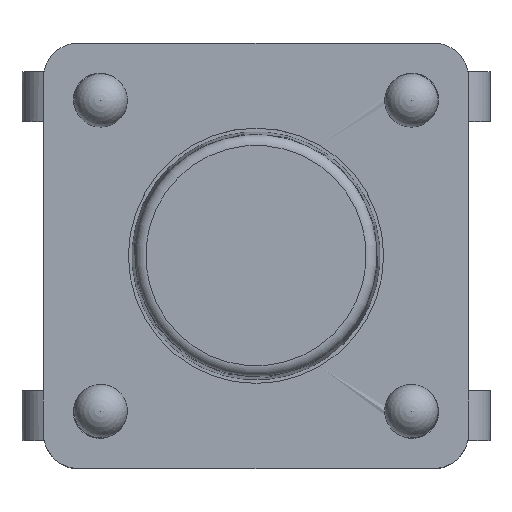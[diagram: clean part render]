
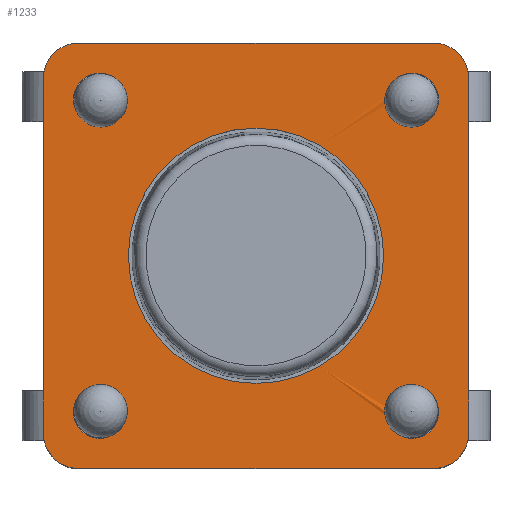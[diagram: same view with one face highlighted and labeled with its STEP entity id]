
A CAD part, top view. The second image highlights one B-rep face of the part: STEP entity #1233.
In plain terms, the highlighted planar face has unit normal (0, 0, 1).
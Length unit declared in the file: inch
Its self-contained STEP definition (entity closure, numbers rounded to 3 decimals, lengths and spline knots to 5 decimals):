
#926=CARTESIAN_POINT('',(-0.09686,-0.07598,0.12677));
#927=VERTEX_POINT('',#926);
#936=CARTESIAN_POINT('',(-0.07598,-0.09686,0.12677));
#937=VERTEX_POINT('',#936);
#938=CARTESIAN_POINT('',(-0.08661,-0.08661,0.12677));
#939=DIRECTION('',(0.0,0.0,-1.0));
#940=DIRECTION('',(-1.0,0.0,0.0));
#941=AXIS2_PLACEMENT_3D('',#938,#939,#940);
#942=CIRCLE('',#941,0.01476);
#943=EDGE_CURVE('',#937,#927,#942,.T.);
#968=CARTESIAN_POINT('',(0.09686,0.07598,0.12677));
#969=VERTEX_POINT('',#968);
#978=CARTESIAN_POINT('',(0.07598,0.09686,0.12677));
#979=VERTEX_POINT('',#978);
#980=CARTESIAN_POINT('',(0.08661,0.08661,0.12677));
#981=DIRECTION('',(0.0,0.0,-1.0));
#982=DIRECTION('',(-1.0,0.0,0.0));
#983=AXIS2_PLACEMENT_3D('',#980,#981,#982);
#984=CIRCLE('',#983,0.01476);
#985=EDGE_CURVE('',#979,#969,#984,.T.);
#1010=CARTESIAN_POINT('',(-0.07598,0.09686,0.12677));
#1011=VERTEX_POINT('',#1010);
#1020=CARTESIAN_POINT('',(-0.09686,0.07598,0.12677));
#1021=VERTEX_POINT('',#1020);
#1022=CARTESIAN_POINT('',(-0.08661,0.08661,0.12677));
#1023=DIRECTION('',(0.0,0.0,-1.0));
#1024=DIRECTION('',(-1.0,0.0,0.0));
#1025=AXIS2_PLACEMENT_3D('',#1022,#1023,#1024);
#1026=CIRCLE('',#1025,0.01476);
#1027=EDGE_CURVE('',#1021,#1011,#1026,.T.);
#1052=CARTESIAN_POINT('',(0.07598,-0.09686,0.12677));
#1053=VERTEX_POINT('',#1052);
#1062=CARTESIAN_POINT('',(0.09686,-0.07598,0.12677));
#1063=VERTEX_POINT('',#1062);
#1064=CARTESIAN_POINT('',(0.08661,-0.08661,0.12677));
#1065=DIRECTION('',(0.0,0.0,-1.0));
#1066=DIRECTION('',(-1.0,0.0,0.0));
#1067=AXIS2_PLACEMENT_3D('',#1064,#1065,#1066);
#1068=CIRCLE('',#1067,0.01476);
#1069=EDGE_CURVE('',#1063,#1053,#1068,.T.);
#1089=CARTESIAN_POINT('',(-0.12992,-0.12992,0.12677));
#1090=DIRECTION('',(0.0,0.0,1.0));
#1091=DIRECTION('',(1.0,0.0,0.0));
#1092=AXIS2_PLACEMENT_3D('',#1089,#1090,#1091);
#1093=PLANE('',#1092);
#1094=CARTESIAN_POINT('',(0.09843,0.11811,0.12677));
#1095=VERTEX_POINT('',#1094);
#1096=CARTESIAN_POINT('',(0.11811,0.09843,0.12677));
#1097=VERTEX_POINT('',#1096);
#1098=CARTESIAN_POINT('',(0.09843,0.09843,0.12677));
#1099=DIRECTION('',(0.0,0.0,-1.0));
#1100=DIRECTION('',(0.707,0.707,0.0));
#1101=AXIS2_PLACEMENT_3D('',#1098,#1099,#1100);
#1102=CIRCLE('',#1101,0.01969);
#1103=EDGE_CURVE('',#1095,#1097,#1102,.T.);
#1104=ORIENTED_EDGE('',*,*,#1103,.F.);
#1105=CARTESIAN_POINT('',(-0.09843,0.11811,0.12677));
#1106=VERTEX_POINT('',#1105);
#1107=CARTESIAN_POINT('',(-0.09843,0.11811,0.12677));
#1108=DIRECTION('',(1.0,0.0,0.0));
#1109=VECTOR('',#1108,0.19685);
#1110=LINE('',#1107,#1109);
#1111=EDGE_CURVE('',#1106,#1095,#1110,.T.);
#1112=ORIENTED_EDGE('',*,*,#1111,.F.);
#1113=CARTESIAN_POINT('',(-0.11811,0.09843,0.12677));
#1114=VERTEX_POINT('',#1113);
#1115=CARTESIAN_POINT('',(-0.09843,0.09843,0.12677));
#1116=DIRECTION('',(0.0,0.0,-1.0));
#1117=DIRECTION('',(-0.707,0.707,0.0));
#1118=AXIS2_PLACEMENT_3D('',#1115,#1116,#1117);
#1119=CIRCLE('',#1118,0.01969);
#1120=EDGE_CURVE('',#1114,#1106,#1119,.T.);
#1121=ORIENTED_EDGE('',*,*,#1120,.F.);
#1122=CARTESIAN_POINT('',(-0.11811,-0.09843,0.12677));
#1123=VERTEX_POINT('',#1122);
#1124=CARTESIAN_POINT('',(-0.11811,-0.09843,0.12677));
#1125=DIRECTION('',(0.0,1.0,0.0));
#1126=VECTOR('',#1125,0.19685);
#1127=LINE('',#1124,#1126);
#1128=EDGE_CURVE('',#1123,#1114,#1127,.T.);
#1129=ORIENTED_EDGE('',*,*,#1128,.F.);
#1130=CARTESIAN_POINT('',(-0.09843,-0.11811,0.12677));
#1131=VERTEX_POINT('',#1130);
#1132=CARTESIAN_POINT('',(-0.09843,-0.09843,0.12677));
#1133=DIRECTION('',(0.0,0.0,-1.0));
#1134=DIRECTION('',(-0.707,-0.707,0.0));
#1135=AXIS2_PLACEMENT_3D('',#1132,#1133,#1134);
#1136=CIRCLE('',#1135,0.01969);
#1137=EDGE_CURVE('',#1131,#1123,#1136,.T.);
#1138=ORIENTED_EDGE('',*,*,#1137,.F.);
#1139=CARTESIAN_POINT('',(0.09843,-0.11811,0.12677));
#1140=VERTEX_POINT('',#1139);
#1141=CARTESIAN_POINT('',(0.09843,-0.11811,0.12677));
#1142=DIRECTION('',(-1.0,0.0,0.0));
#1143=VECTOR('',#1142,0.19685);
#1144=LINE('',#1141,#1143);
#1145=EDGE_CURVE('',#1140,#1131,#1144,.T.);
#1146=ORIENTED_EDGE('',*,*,#1145,.F.);
#1147=CARTESIAN_POINT('',(0.11811,-0.09843,0.12677));
#1148=VERTEX_POINT('',#1147);
#1149=CARTESIAN_POINT('',(0.09843,-0.09843,0.12677));
#1150=DIRECTION('',(0.0,0.0,-1.0));
#1151=DIRECTION('',(0.707,-0.707,0.0));
#1152=AXIS2_PLACEMENT_3D('',#1149,#1150,#1151);
#1153=CIRCLE('',#1152,0.01969);
#1154=EDGE_CURVE('',#1148,#1140,#1153,.T.);
#1155=ORIENTED_EDGE('',*,*,#1154,.F.);
#1156=CARTESIAN_POINT('',(0.11811,0.09843,0.12677));
#1157=DIRECTION('',(0.0,-1.0,0.0));
#1158=VECTOR('',#1157,0.19685);
#1159=LINE('',#1156,#1158);
#1160=EDGE_CURVE('',#1097,#1148,#1159,.T.);
#1161=ORIENTED_EDGE('',*,*,#1160,.F.);
#1162=EDGE_LOOP('',(#1104,#1112,#1121,#1129,#1138,#1146,#1155,#1161));
#1163=FACE_OUTER_BOUND('',#1162,.T.);
#1164=CARTESIAN_POINT('',(0.07087,0.,0.12677));
#1165=VERTEX_POINT('',#1164);
#1166=CARTESIAN_POINT('',(0.,0.,0.12677));
#1167=DIRECTION('',(0.0,0.0,-1.0));
#1168=DIRECTION('',(-1.0,0.0,0.0));
#1169=AXIS2_PLACEMENT_3D('',#1166,#1167,#1168);
#1170=CIRCLE('',#1169,0.07087);
#1171=EDGE_CURVE('',#1165,#1165,#1170,.T.);
#1172=ORIENTED_EDGE('',*,*,#1171,.T.);
#1173=EDGE_LOOP('',(#1172));
#1174=FACE_BOUND('',#1173,.T.);
#1175=CARTESIAN_POINT('',(-0.08622,-0.08622,0.12677));
#1176=DIRECTION('',(0.0,0.0,1.0));
#1177=DIRECTION('',(-1.0,0.0,0.0));
#1178=AXIS2_PLACEMENT_3D('',#1175,#1176,#1177);
#1179=CIRCLE('',#1178,0.01476);
#1180=EDGE_CURVE('',#937,#927,#1179,.T.);
#1181=ORIENTED_EDGE('',*,*,#1180,.F.);
#1182=ORIENTED_EDGE('',*,*,#943,.T.);
#1183=EDGE_LOOP('',(#1181,#1182));
#1184=FACE_BOUND('',#1183,.T.);
#1185=CARTESIAN_POINT('',(0.07146,-0.08622,0.12726));
#1186=VERTEX_POINT('',#1185);
#1187=CARTESIAN_POINT('',(0.08622,-0.08622,0.12677));
#1188=DIRECTION('',(0.0,0.0,1.0));
#1189=DIRECTION('',(-1.0,0.0,0.0));
#1190=AXIS2_PLACEMENT_3D('',#1187,#1188,#1189);
#1191=CIRCLE('',#1190,0.01476);
#1192=EDGE_CURVE('',#1186,#1053,#1191,.T.);
#1193=ORIENTED_EDGE('',*,*,#1192,.F.);
#1194=CARTESIAN_POINT('',(0.08622,-0.08622,0.12677));
#1195=DIRECTION('',(0.0,0.0,1.0));
#1196=DIRECTION('',(-1.0,0.0,0.0));
#1197=AXIS2_PLACEMENT_3D('',#1194,#1195,#1196);
#1198=CIRCLE('',#1197,0.01476);
#1199=EDGE_CURVE('',#1063,#1186,#1198,.T.);
#1200=ORIENTED_EDGE('',*,*,#1199,.F.);
#1201=ORIENTED_EDGE('',*,*,#1069,.T.);
#1202=EDGE_LOOP('',(#1193,#1200,#1201));
#1203=FACE_BOUND('',#1202,.T.);
#1204=CARTESIAN_POINT('',(0.07146,0.08622,0.12726));
#1205=VERTEX_POINT('',#1204);
#1206=CARTESIAN_POINT('',(0.08622,0.08622,0.12677));
#1207=DIRECTION('',(0.0,0.0,1.0));
#1208=DIRECTION('',(-1.0,0.0,0.0));
#1209=AXIS2_PLACEMENT_3D('',#1206,#1207,#1208);
#1210=CIRCLE('',#1209,0.01476);
#1211=EDGE_CURVE('',#1205,#969,#1210,.T.);
#1212=ORIENTED_EDGE('',*,*,#1211,.F.);
#1213=CARTESIAN_POINT('',(0.08622,0.08622,0.12677));
#1214=DIRECTION('',(0.0,0.0,1.0));
#1215=DIRECTION('',(-1.0,0.0,0.0));
#1216=AXIS2_PLACEMENT_3D('',#1213,#1214,#1215);
#1217=CIRCLE('',#1216,0.01476);
#1218=EDGE_CURVE('',#979,#1205,#1217,.T.);
#1219=ORIENTED_EDGE('',*,*,#1218,.F.);
#1220=ORIENTED_EDGE('',*,*,#985,.T.);
#1221=EDGE_LOOP('',(#1212,#1219,#1220));
#1222=FACE_BOUND('',#1221,.T.);
#1223=CARTESIAN_POINT('',(-0.08622,0.08622,0.12677));
#1224=DIRECTION('',(0.0,0.0,1.0));
#1225=DIRECTION('',(-1.0,0.0,0.0));
#1226=AXIS2_PLACEMENT_3D('',#1223,#1224,#1225);
#1227=CIRCLE('',#1226,0.01476);
#1228=EDGE_CURVE('',#1021,#1011,#1227,.T.);
#1229=ORIENTED_EDGE('',*,*,#1228,.F.);
#1230=ORIENTED_EDGE('',*,*,#1027,.T.);
#1231=EDGE_LOOP('',(#1229,#1230));
#1232=FACE_BOUND('',#1231,.T.);
#1233=ADVANCED_FACE('',(#1163,#1174,#1184,#1203,#1222,#1232),#1093,.T.);
